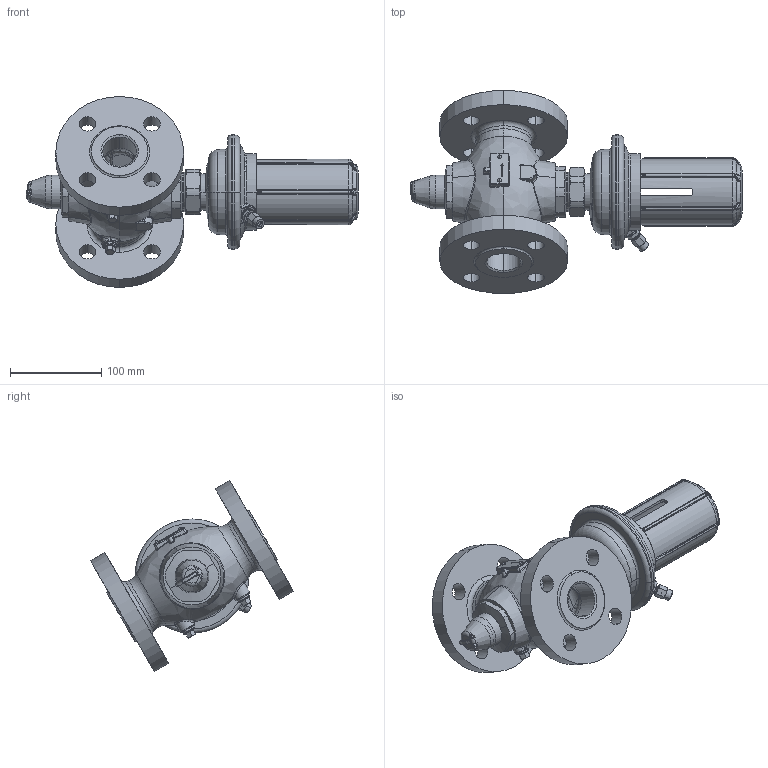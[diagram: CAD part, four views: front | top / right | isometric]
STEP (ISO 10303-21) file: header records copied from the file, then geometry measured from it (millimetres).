
FILE_DESCRIPTION((''),'2;1');
FILE_NAME('003H6468_ASM','2015-03-09T',('u317927'),('Danfoss'),'PRO/ENGINEER BY PARAMETRIC TECHNOLOGY CORPORATION, 2014000','PRO/ENGINEER BY PARAMETRIC TECHNOLOGY CORPORATION, 2014000','');
FILE_SCHEMA(('CONFIG_CONTROL_DESIGN'));
Products named in the file (26): 88810780-MODIFIED; 8883816_ASM; 88810790_ZAVIHAN; 8883807_INST; TRATA-MUTTER; 8883751_ASM; AIP_V2-KOPIE; 100003149; 49763; SCREWDIN910; SHILD-VGF; NIET2_5; 8883842; 8883844_ASM; 88821540; 88821480_ASM; 8882954; V-Q-32-FLANGE_ASM; TYPENSCHILD-ANTRIEB; 88810710; SERTO2; SERTO3; SERTO-1_ASM; STICKER-ACTUATOR; 5454032; 003H6468_ASM
Assembly tree (28 placements, depth 4):
  003H6468_ASM
    8883751_ASM
      88810780-MODIFIED
      8883816_ASM
      88810790_ZAVIHAN
      8883807_INST
      TRATA-MUTTER
    AIP_V2-KOPIE
    V-Q-32-FLANGE_ASM
      100003149
      49763  x2
      SCREWDIN910  x2
      SHILD-VGF
      NIET2_5  x2
      8883844_ASM
        8883842
      88821480_ASM
        88821540
      8882954
    TYPENSCHILD-ANTRIEB
    SERTO-1_ASM
      88810710
      SERTO2
      SERTO3
    STICKER-ACTUATOR
    5454032
Bounding box: 363.88 x 222.42 x 209.24 mm (x, y, z)
Volume: 1254688.1 mm3; surface area: 374353.2 mm2
Topology: 22 solids, 36 shells, 1667 faces, 3921 edges, 2365 vertices
Faces by surface type: plane 486, cylinder 410, bspline 276, cone 257, torus 215, sphere 23
Entity records: 61652 total; most frequent: CARTESIAN_POINT 25630, ORIENTED_EDGE 7580, DIRECTION 7311, EDGE_CURVE 3819, AXIS2_PLACEMENT_3D 3088, VERTEX_POINT 2310, EDGE_LOOP 1746, CIRCLE 1660
